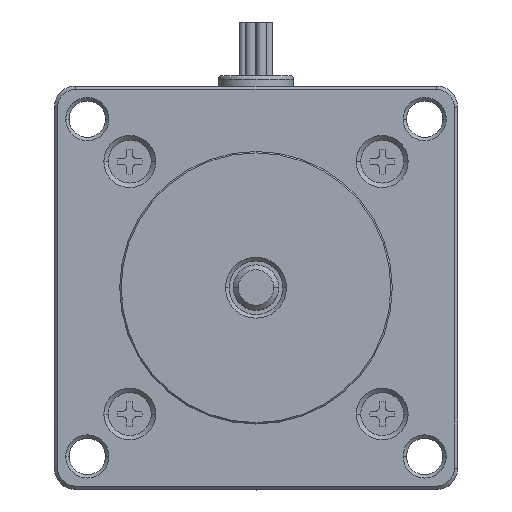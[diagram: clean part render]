
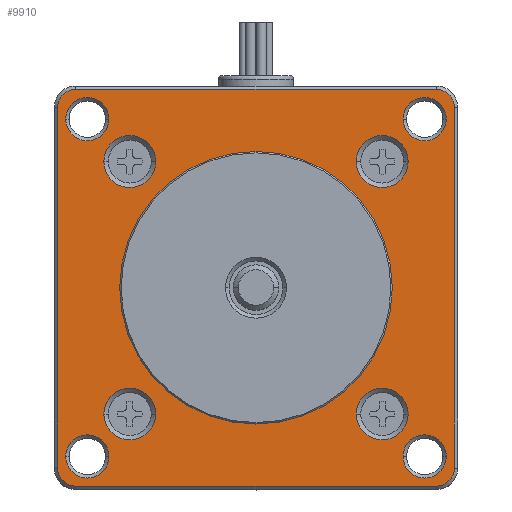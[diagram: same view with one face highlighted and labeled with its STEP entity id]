
A CAD part, top view. The second image highlights one B-rep face of the part: STEP entity #9910.
In plain terms, the highlighted planar face has unit normal (0, 0, 1).
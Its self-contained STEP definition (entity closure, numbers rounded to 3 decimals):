
#7130=CARTESIAN_POINT('',(14.012,-17.642,
0.));
#7140=VERTEX_POINT('',#7130);
#7170=CARTESIAN_POINT('',(17.642,-17.642,
0.));
#7180=DIRECTION('',(-0.,-0.,-1.));
#7190=DIRECTION('',(1.,0.,0.));
#7200=AXIS2_PLACEMENT_3D('',#7170,#7180,#7190);
#7210=CIRCLE('',#7200,3.63);
#7220=CARTESIAN_POINT('',(17.642,-14.012,
0.));
#7230=VERTEX_POINT('',#7220);
#7240=EDGE_CURVE('',#7140,#7230,#7210,.T.);
#7260=CARTESIAN_POINT('',(21.272,-17.642,0.));
#7270=VERTEX_POINT('',#7260);
#7280=EDGE_CURVE('',#7230,#7270,#7210,.T.);
#7860=CARTESIAN_POINT('',(-27.72,-27.72,0.));
#7870=DIRECTION('',(0.,0.,1.));
#7880=DIRECTION('',(1.,0.,-0.));
#7890=AXIS2_PLACEMENT_3D('',#7860,#7870,#7880);
#7900=PLANE('',#7890);
#7910=CARTESIAN_POINT('',(0.,27.72,-0.));
#7920=DIRECTION('',(1.,-0.,-0.));
#7930=VECTOR('',#7920,1.);
#7940=LINE('',#7910,#7930);
#7950=CARTESIAN_POINT('',(-25.2,27.72,0.));
#7960=VERTEX_POINT('',#7950);
#7970=CARTESIAN_POINT('',(25.2,27.72,0.));
#7980=VERTEX_POINT('',#7970);
#7990=EDGE_CURVE('',#7960,#7980,#7940,.T.);
#8000=ORIENTED_EDGE('',*,*,#7990,.F.);
#8010=CARTESIAN_POINT('',(25.2,25.2,0.));
#8020=DIRECTION('',(-0.,-0.,1.));
#8030=DIRECTION('',(-1.,0.,-0.));
#8040=AXIS2_PLACEMENT_3D('',#8010,#8020,#8030);
#8050=CIRCLE('',#8040,2.52);
#8060=CARTESIAN_POINT('',(27.72,25.2,
0.));
#8070=VERTEX_POINT('',#8060);
#8080=EDGE_CURVE('',#8070,#7980,#8050,.T.);
#8090=ORIENTED_EDGE('',*,*,#8080,.T.);
#8100=CARTESIAN_POINT('',(27.72,0.,0.));
#8110=DIRECTION('',(0.,-1.,-0.));
#8120=VECTOR('',#8110,1.);
#8130=LINE('',#8100,#8120);
#8140=CARTESIAN_POINT('',(27.72,-25.2,0.));
#8150=VERTEX_POINT('',#8140);
#8160=EDGE_CURVE('',#8070,#8150,#8130,.T.);
#8170=ORIENTED_EDGE('',*,*,#8160,.F.);
#8180=CARTESIAN_POINT('',(25.2,-25.2,0.));
#8190=DIRECTION('',(-0.,-0.,1.));
#8200=DIRECTION('',(-1.,0.,-0.));
#8210=AXIS2_PLACEMENT_3D('',#8180,#8190,#8200);
#8220=CIRCLE('',#8210,2.52);
#8230=CARTESIAN_POINT('',(25.2,-27.72,0.));
#8240=VERTEX_POINT('',#8230);
#8250=EDGE_CURVE('',#8240,#8150,#8220,.T.);
#8260=ORIENTED_EDGE('',*,*,#8250,.T.);
#8270=CARTESIAN_POINT('',(0.,-27.72,0.));
#8280=DIRECTION('',(-1.,-0.,-0.));
#8290=VECTOR('',#8280,1.);
#8300=LINE('',#8270,#8290);
#8310=CARTESIAN_POINT('',(-25.2,-27.72,0.));
#8320=VERTEX_POINT('',#8310);
#8330=EDGE_CURVE('',#8240,#8320,#8300,.T.);
#8340=ORIENTED_EDGE('',*,*,#8330,.F.);
#8350=CARTESIAN_POINT('',(-25.2,-25.2,0.));
#8360=DIRECTION('',(-0.,-0.,1.));
#8370=DIRECTION('',(-1.,0.,-0.));
#8380=AXIS2_PLACEMENT_3D('',#8350,#8360,#8370);
#8390=CIRCLE('',#8380,2.52);
#8400=CARTESIAN_POINT('',(-27.72,-25.2,0.));
#8410=VERTEX_POINT('',#8400);
#8420=EDGE_CURVE('',#8410,#8320,#8390,.T.);
#8430=ORIENTED_EDGE('',*,*,#8420,.T.);
#8440=CARTESIAN_POINT('',(-27.72,0.,0.));
#8450=DIRECTION('',(0.,1.,-0.));
#8460=VECTOR('',#8450,1.);
#8470=LINE('',#8440,#8460);
#8480=CARTESIAN_POINT('',(-27.72,25.2,0.));
#8490=VERTEX_POINT('',#8480);
#8500=EDGE_CURVE('',#8410,#8490,#8470,.T.);
#8510=ORIENTED_EDGE('',*,*,#8500,.F.);
#8520=CARTESIAN_POINT('',(-25.2,25.2,0.));
#8530=DIRECTION('',(-0.,-0.,1.));
#8540=DIRECTION('',(-1.,0.,-0.));
#8550=AXIS2_PLACEMENT_3D('',#8520,#8530,#8540);
#8560=CIRCLE('',#8550,2.52);
#8570=EDGE_CURVE('',#7960,#8490,#8560,.T.);
#8580=ORIENTED_EDGE('',*,*,#8570,.T.);
#8590=EDGE_LOOP('',(#8580,#8510,#8430,#8340,#8260,#8170,#8090,#8000));
#8600=FACE_OUTER_BOUND('',#8590,.T.);
#8610=CARTESIAN_POINT('',(17.642,17.642,0.
));
#8620=DIRECTION('',(-0.,-0.,-1.));
#8630=DIRECTION('',(1.,0.,0.));
#8640=AXIS2_PLACEMENT_3D('',#8610,#8620,#8630);
#8650=CIRCLE('',#8640,3.63);
#8660=CARTESIAN_POINT('',(14.012,17.642,
0.));
#8670=VERTEX_POINT('',#8660);
#8680=CARTESIAN_POINT('',(21.272,17.642,0.
));
#8690=VERTEX_POINT('',#8680);
#8700=EDGE_CURVE('',#8670,#8690,#8650,.T.);
#8710=ORIENTED_EDGE('',*,*,#8700,.T.);
#8720=EDGE_CURVE('',#8690,#8670,#8650,.T.);
#8730=ORIENTED_EDGE('',*,*,#8720,.T.);
#8740=EDGE_LOOP('',(#8730,#8710));
#8750=FACE_BOUND('',#8740,.T.);
#8760=CARTESIAN_POINT('',(-17.642,17.642,
0.));
#8770=DIRECTION('',(-0.,-0.,-1.));
#8780=DIRECTION('',(1.,0.,0.));
#8790=AXIS2_PLACEMENT_3D('',#8760,#8770,#8780);
#8800=CIRCLE('',#8790,3.63);
#8810=CARTESIAN_POINT('',(-21.272,17.642,
0.));
#8820=VERTEX_POINT('',#8810);
#8830=CARTESIAN_POINT('',(-14.012,17.642,
0.));
#8840=VERTEX_POINT('',#8830);
#8850=EDGE_CURVE('',#8820,#8840,#8800,.T.);
#8860=ORIENTED_EDGE('',*,*,#8850,.T.);
#8870=CARTESIAN_POINT('',(-17.642,14.012,
0.));
#8880=VERTEX_POINT('',#8870);
#8890=EDGE_CURVE('',#8880,#8820,#8800,.T.);
#8900=ORIENTED_EDGE('',*,*,#8890,.T.);
#8910=EDGE_CURVE('',#8840,#8880,#8800,.T.);
#8920=ORIENTED_EDGE('',*,*,#8910,.T.);
#8930=EDGE_LOOP('',(#8920,#8900,#8860));
#8940=FACE_BOUND('',#8930,.T.);
#8950=CARTESIAN_POINT('',(-17.642,-17.642,
0.));
#8960=DIRECTION('',(-0.,-0.,-1.));
#8970=DIRECTION('',(1.,0.,0.));
#8980=AXIS2_PLACEMENT_3D('',#8950,#8960,#8970);
#8990=CIRCLE('',#8980,3.63);
#9000=CARTESIAN_POINT('',(-14.012,-17.642,
0.));
#9010=VERTEX_POINT('',#9000);
#9020=CARTESIAN_POINT('',(-21.272,-17.642,
0.));
#9030=VERTEX_POINT('',#9020);
#9040=EDGE_CURVE('',#9010,#9030,#8990,.T.);
#9050=ORIENTED_EDGE('',*,*,#9040,.T.);
#9060=EDGE_CURVE('',#9030,#9010,#8990,.T.);
#9070=ORIENTED_EDGE('',*,*,#9060,.T.);
#9080=EDGE_LOOP('',(#9070,#9050));
#9090=FACE_BOUND('',#9080,.T.);
#9100=EDGE_CURVE('',#7270,#7140,#7210,.T.);
#9110=ORIENTED_EDGE('',*,*,#9100,.T.);
#9120=ORIENTED_EDGE('',*,*,#7280,.T.);
#9130=ORIENTED_EDGE('',*,*,#7240,.T.);
#9140=EDGE_LOOP('',(#9130,#9120,#9110));
#9150=FACE_BOUND('',#9140,.T.);
#9160=CARTESIAN_POINT('',(-23.575,-23.575,
0.));
#9170=DIRECTION('',(-0.,-0.,-1.));
#9180=DIRECTION('',(1.,0.,0.));
#9190=AXIS2_PLACEMENT_3D('',#9160,#9170,#9180);
#9200=CIRCLE('',#9190,3.02);
#9210=CARTESIAN_POINT('',(-20.555,-23.575,0.));
#9220=VERTEX_POINT('',#9210);
#9230=CARTESIAN_POINT('',(-26.595,-23.575,
0.));
#9240=VERTEX_POINT('',#9230);
#9250=EDGE_CURVE('',#9220,#9240,#9200,.T.);
#9260=ORIENTED_EDGE('',*,*,#9250,.T.);
#9270=EDGE_CURVE('',#9240,#9220,#9200,.T.);
#9280=ORIENTED_EDGE('',*,*,#9270,.T.);
#9290=EDGE_LOOP('',(#9280,#9260));
#9300=FACE_BOUND('',#9290,.T.);
#9310=CARTESIAN_POINT('',(23.575,-23.575,
0.));
#9320=DIRECTION('',(-0.,-0.,-1.));
#9330=DIRECTION('',(1.,0.,0.));
#9340=AXIS2_PLACEMENT_3D('',#9310,#9320,#9330);
#9350=CIRCLE('',#9340,3.02);
#9360=CARTESIAN_POINT('',(26.595,-23.575,0.));
#9370=VERTEX_POINT('',#9360);
#9380=CARTESIAN_POINT('',(20.555,-23.575,
0.));
#9390=VERTEX_POINT('',#9380);
#9400=EDGE_CURVE('',#9370,#9390,#9350,.T.);
#9410=ORIENTED_EDGE('',*,*,#9400,.T.);
#9420=EDGE_CURVE('',#9390,#9370,#9350,.T.);
#9430=ORIENTED_EDGE('',*,*,#9420,.T.);
#9440=EDGE_LOOP('',(#9430,#9410));
#9450=FACE_BOUND('',#9440,.T.);
#9460=CARTESIAN_POINT('',(23.575,23.575,0.
));
#9470=DIRECTION('',(-0.,-0.,-1.));
#9480=DIRECTION('',(1.,0.,0.));
#9490=AXIS2_PLACEMENT_3D('',#9460,#9470,#9480);
#9500=CIRCLE('',#9490,3.02);
#9510=CARTESIAN_POINT('',(20.555,23.575,0.
));
#9520=VERTEX_POINT('',#9510);
#9530=CARTESIAN_POINT('',(26.595,23.575,0.
));
#9540=VERTEX_POINT('',#9530);
#9550=EDGE_CURVE('',#9520,#9540,#9500,.T.);
#9560=ORIENTED_EDGE('',*,*,#9550,.T.);
#9570=EDGE_CURVE('',#9540,#9520,#9500,.T.);
#9580=ORIENTED_EDGE('',*,*,#9570,.T.);
#9590=EDGE_LOOP('',(#9580,#9560));
#9600=FACE_BOUND('',#9590,.T.);
#9610=CARTESIAN_POINT('',(-23.575,23.575,
0.));
#9620=DIRECTION('',(-0.,-0.,-1.));
#9630=DIRECTION('',(1.,0.,0.));
#9640=AXIS2_PLACEMENT_3D('',#9610,#9620,#9630);
#9650=CIRCLE('',#9640,3.02);
#9660=CARTESIAN_POINT('',(-20.555,23.575,0.));
#9670=VERTEX_POINT('',#9660);
#9680=CARTESIAN_POINT('',(-26.595,23.575,
0.));
#9690=VERTEX_POINT('',#9680);
#9700=EDGE_CURVE('',#9670,#9690,#9650,.T.);
#9710=ORIENTED_EDGE('',*,*,#9700,.T.);
#9720=EDGE_CURVE('',#9690,#9670,#9650,.T.);
#9730=ORIENTED_EDGE('',*,*,#9720,.T.);
#9740=EDGE_LOOP('',(#9730,#9710));
#9750=FACE_BOUND('',#9740,.T.);
#9760=CARTESIAN_POINT('',(0.,0.,0.))
;
#9770=DIRECTION('',(0.,0.,1.));
#9780=DIRECTION('',(1.,0.,0.));
#9790=AXIS2_PLACEMENT_3D('',#9760,#9770,#9780);
#9800=CIRCLE('',#9790,19.05);
#9810=CARTESIAN_POINT('',(19.05,0.,
0.));
#9820=VERTEX_POINT('',#9810);
#9830=CARTESIAN_POINT('',(-19.05,0.,0.));
#9840=VERTEX_POINT('',#9830);
#9850=EDGE_CURVE('',#9820,#9840,#9800,.T.);
#9860=ORIENTED_EDGE('',*,*,#9850,.F.);
#9870=EDGE_CURVE('',#9840,#9820,#9800,.T.);
#9880=ORIENTED_EDGE('',*,*,#9870,.F.);
#9890=EDGE_LOOP('',(#9880,#9860));
#9900=FACE_BOUND('',#9890,.T.);
#9910=ADVANCED_FACE('',(#8600,#8750,#8940,#9090,#9150,#9300,#9450,#9600,
#9750,#9900),#7900,.T.);
